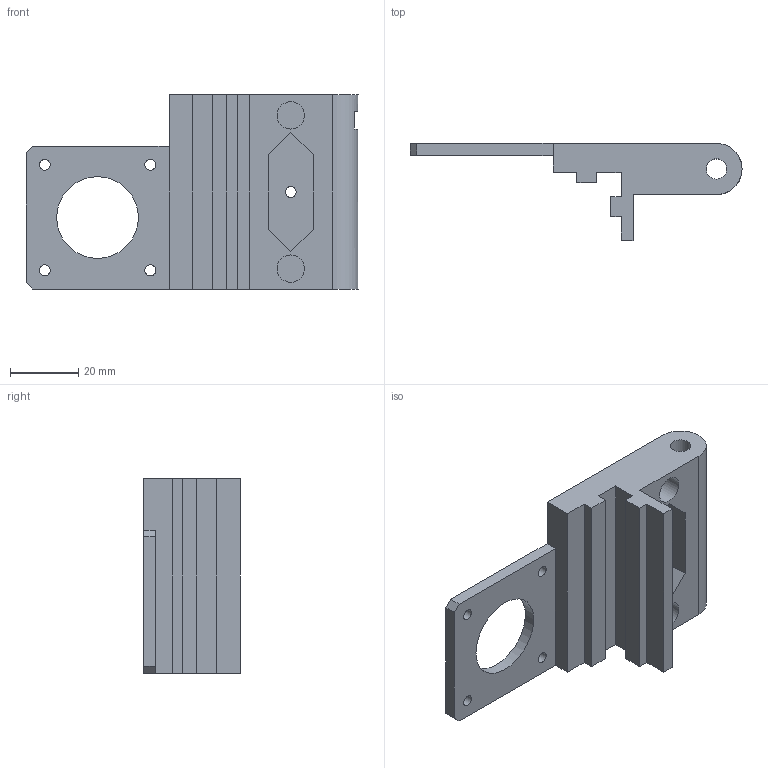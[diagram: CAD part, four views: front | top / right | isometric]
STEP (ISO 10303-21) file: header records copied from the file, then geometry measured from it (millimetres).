
FILE_DESCRIPTION(('FreeCAD Model'),'2;1');
FILE_NAME('x-motor-idler-bowden-20x20-x1-super.step', '2019-07-13T11:15:17',('Author'),(''), 'Open CASCADE STEP processor 6.8','FreeCAD','Unknown');
FILE_SCHEMA(('AUTOMOTIVE_DESIGN_CC2 { 1 2 10303 214 -1 1 5 4 }'));
Length unit declared in the file: millimetre
Products named in the file (2): ASSEMBLY; x-motor-idler-bowden-M5
Assembly tree (1 placements, depth 2):
  ASSEMBLY
    x-motor-idler-bowden-M5
Bounding box: 97.5 x 28.45 x 57 mm (x, y, z)
Volume: 40221.5 mm3; surface area: 17378.4 mm2
Topology: 1 solids, 1 shells, 47 faces, 125 edges, 84 vertices
Faces by surface type: plane 36, cylinder 11
Full cylindrical faces by diameter (mm): 3.2 x5, 6 x2, 8 x2, 24 x1
Entity records: 3300 total; most frequent: CARTESIAN_POINT 722, DIRECTION 468, LINE 301, VECTOR 301, ORIENTED_EDGE 250, PCURVE 250, DEFINITIONAL_REPRESENTATION 250, EDGE_CURVE 125
